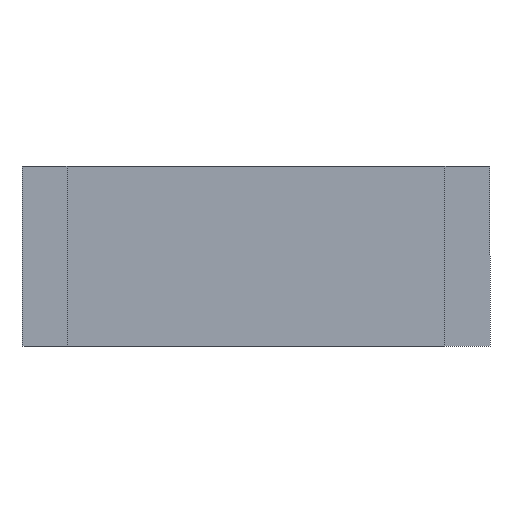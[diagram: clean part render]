
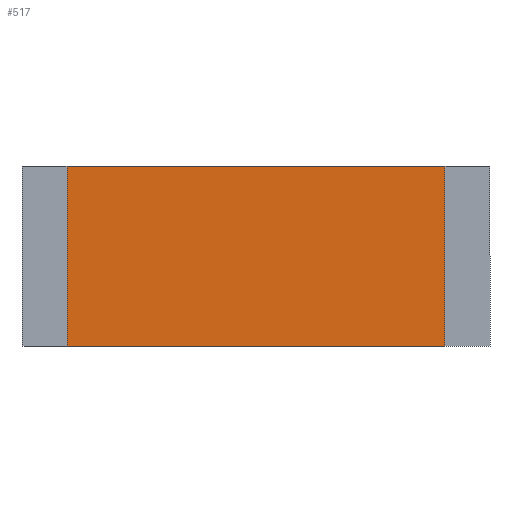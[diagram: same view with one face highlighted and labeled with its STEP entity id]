
A CAD part, front view. The second image highlights one B-rep face of the part: STEP entity #517.
In plain terms, the highlighted planar face has unit normal (0, -1, 0).
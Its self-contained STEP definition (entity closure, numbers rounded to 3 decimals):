
#17 = ORIENTED_EDGE ( 'NONE', *, *, #54, .T. ) ;
#47 = CARTESIAN_POINT ( 'NONE',  ( -2.1, 0.01, 1. ) ) ;
#54 = EDGE_CURVE ( 'NONE', #148, #623, #741, .T. ) ;
#55 = DIRECTION ( 'NONE',  ( 0., -1., 0. ) ) ;
#69 = CARTESIAN_POINT ( 'NONE',  ( -2.1, 0.01, 1. ) ) ;
#108 = CARTESIAN_POINT ( 'NONE',  ( 2.1, 0.01, 1. ) ) ;
#109 = CARTESIAN_POINT ( 'NONE',  ( -2.1, 0.01, -1. ) ) ;
#148 = VERTEX_POINT ( 'NONE', #292 ) ;
#166 = DIRECTION ( 'NONE',  ( -1., 0., 0. ) ) ;
#217 = AXIS2_PLACEMENT_3D ( 'NONE', #510, #55, #513 ) ;
#232 = VERTEX_POINT ( 'NONE', #109 ) ;
#240 = VECTOR ( 'NONE', #616, 1000. ) ;
#242 = LINE ( 'NONE', #488, #320 ) ;
#244 = ORIENTED_EDGE ( 'NONE', *, *, #524, .T. ) ;
#292 = CARTESIAN_POINT ( 'NONE',  ( 2.1, 0.01, -1. ) ) ;
#320 = VECTOR ( 'NONE', #422, 1000. ) ;
#328 = DIRECTION ( 'NONE',  ( 0., 0., -1. ) ) ;
#335 = EDGE_CURVE ( 'NONE', #444, #232, #409, .T. ) ;
#338 = LINE ( 'NONE', #69, #694 ) ;
#346 = EDGE_CURVE ( 'NONE', #623, #444, #338, .T. ) ;
#347 = ORIENTED_EDGE ( 'NONE', *, *, #346, .T. ) ;
#409 = LINE ( 'NONE', #47, #715 ) ;
#413 = CARTESIAN_POINT ( 'NONE',  ( -2.1, 0.01, 1. ) ) ;
#416 = CARTESIAN_POINT ( 'NONE',  ( 2.1, 0.01, 1. ) ) ;
#422 = DIRECTION ( 'NONE',  ( 1., 0., 0. ) ) ;
#444 = VERTEX_POINT ( 'NONE', #413 ) ;
#461 = PLANE ( 'NONE',  #217 ) ;
#488 = CARTESIAN_POINT ( 'NONE',  ( -2.1, 0.01, -1. ) ) ;
#510 = CARTESIAN_POINT ( 'NONE',  ( 0., 0.01, 0. ) ) ;
#513 = DIRECTION ( 'NONE',  ( 0., 0., -1. ) ) ;
#517 = ADVANCED_FACE ( 'NONE', ( #740 ), #461, .T. ) ;
#524 = EDGE_CURVE ( 'NONE', #232, #148, #242, .T. ) ;
#616 = DIRECTION ( 'NONE',  ( 0., 0., 1. ) ) ;
#623 = VERTEX_POINT ( 'NONE', #416 ) ;
#665 = ORIENTED_EDGE ( 'NONE', *, *, #335, .T. ) ;
#694 = VECTOR ( 'NONE', #166, 1000. ) ;
#715 = VECTOR ( 'NONE', #328, 1000. ) ;
#721 = EDGE_LOOP ( 'NONE', ( #17, #347, #665, #244 ) ) ;
#740 = FACE_OUTER_BOUND ( 'NONE', #721, .T. ) ;
#741 = LINE ( 'NONE', #108, #240 ) ;
